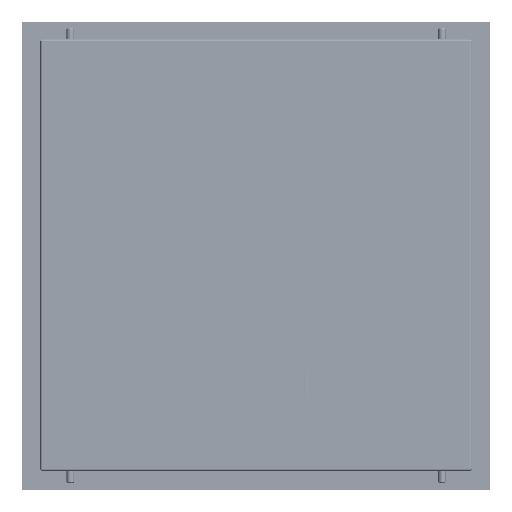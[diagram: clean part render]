
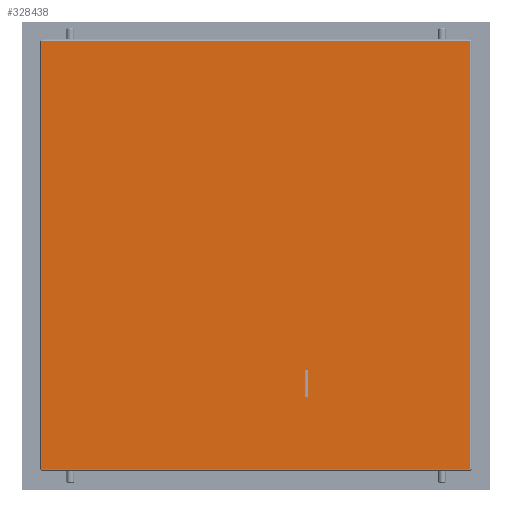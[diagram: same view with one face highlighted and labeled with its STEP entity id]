
A CAD part, front view. The second image highlights one B-rep face of the part: STEP entity #328438.
In plain terms, the highlighted planar face has unit normal (0, -1, 0).
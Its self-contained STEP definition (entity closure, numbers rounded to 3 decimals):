
#11007 = DIRECTION ( 'NONE',  ( 0., 0., 1. ) ) ;
#13014 = CARTESIAN_POINT ( 'NONE',  ( 2.947, 12.148, 521.665 ) ) ;
#15976 = PLANE ( 'NONE',  #257426 ) ;
#28991 = VERTEX_POINT ( 'NONE', #336673 ) ;
#40791 = DIRECTION ( 'NONE',  ( 0., 1., 0. ) ) ;
#56766 = EDGE_LOOP ( 'NONE', ( #80061, #281122, #342168, #340821 ) ) ;
#60733 = VERTEX_POINT ( 'NONE', #208946 ) ;
#76123 = VECTOR ( 'NONE', #187338, 1000. ) ;
#80061 = ORIENTED_EDGE ( 'NONE', *, *, #153118, .T. ) ;
#93160 = DIRECTION ( 'NONE',  ( 1., 0., 0. ) ) ;
#114521 = CARTESIAN_POINT ( 'NONE',  ( 518.147, 12.148, 519.265 ) ) ;
#130602 = CARTESIAN_POINT ( 'NONE',  ( 0.547, 12.148, 519.265 ) ) ;
#133805 = VERTEX_POINT ( 'NONE', #114521 ) ;
#153118 = EDGE_CURVE ( 'NONE', #60733, #133805, #291000, .T. ) ;
#154312 = CARTESIAN_POINT ( 'NONE',  ( 518.147, 12.148, 521.665 ) ) ;
#169226 = EDGE_CURVE ( 'NONE', #252951, #60733, #178351, .T. ) ;
#175794 = CARTESIAN_POINT ( 'NONE',  ( 0.547, 12.148, 521.665 ) ) ;
#178351 = LINE ( 'NONE', #336394, #214313 ) ;
#187338 = DIRECTION ( 'NONE',  ( -1., 0., 0. ) ) ;
#205899 = DIRECTION ( 'NONE',  ( 0., 0., 1. ) ) ;
#208946 = CARTESIAN_POINT ( 'NONE',  ( 518.147, 12.148, 4.065 ) ) ;
#214313 = VECTOR ( 'NONE', #93160, 1000. ) ;
#249463 = EDGE_CURVE ( 'NONE', #133805, #28991, #263775, .T. ) ;
#252951 = VERTEX_POINT ( 'NONE', #323861 ) ;
#256273 = LINE ( 'NONE', #13014, #267042 ) ;
#257426 = AXIS2_PLACEMENT_3D ( 'NONE', #175794, #40791, #205899 ) ;
#263775 = LINE ( 'NONE', #130602, #76123 ) ;
#267042 = VECTOR ( 'NONE', #284632, 1000. ) ;
#281122 = ORIENTED_EDGE ( 'NONE', *, *, #249463, .T. ) ;
#284632 = DIRECTION ( 'NONE',  ( 0., 0., -1. ) ) ;
#291000 = LINE ( 'NONE', #154312, #318083 ) ;
#315386 = EDGE_CURVE ( 'NONE', #28991, #252951, #256273, .T. ) ;
#318083 = VECTOR ( 'NONE', #11007, 1000. ) ;
#323861 = CARTESIAN_POINT ( 'NONE',  ( 2.947, 12.148, 4.065 ) ) ;
#328438 = ADVANCED_FACE ( 'NONE', ( #346051 ), #15976, .F. ) ;
#336394 = CARTESIAN_POINT ( 'NONE',  ( 0.547, 12.148, 4.065 ) ) ;
#336673 = CARTESIAN_POINT ( 'NONE',  ( 2.947, 12.148, 519.265 ) ) ;
#340821 = ORIENTED_EDGE ( 'NONE', *, *, #169226, .T. ) ;
#342168 = ORIENTED_EDGE ( 'NONE', *, *, #315386, .T. ) ;
#346051 = FACE_OUTER_BOUND ( 'NONE', #56766, .T. ) ;
